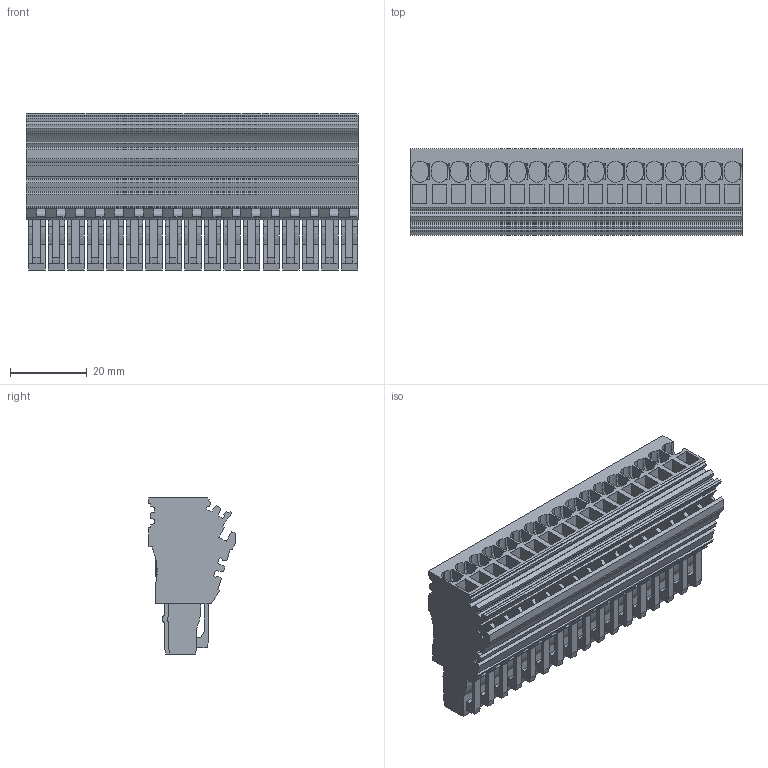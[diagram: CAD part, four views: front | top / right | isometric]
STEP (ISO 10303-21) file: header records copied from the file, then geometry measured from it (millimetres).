
FILE_DESCRIPTION(('CATIA V5R24 STEP','CAx-IF Rec.Pracs.--- Model Styling and Organization---1.2---2011-12-15'),'2;1');
FILE_NAME ('385321_1', '2017-02-01T09:07:31+00:00', ('Weidmueller Interface'), ('Weidmueller'), 'CATIA Version 5-6 Release 2014 SP4 HF52', 'CATIA V5 STEP AP214', 'none');
FILE_SCHEMA(('AUTOMOTIVE_DESIGN { 1 0 10303 214 1 1 1 1 }'));
Products named in the file (1): v5-standard_part
Bounding box: 86.7 x 22.55 x 40.75 mm (x, y, z)
Volume: 38051.8 mm3; surface area: 31204.3 mm2
Topology: 1 solids, 1 shells, 1905 faces, 5533 edges, 3697 vertices
Faces by surface type: plane 1472, cylinder 433
Entity records: 57303 total; most frequent: CARTESIAN_POINT 11521, ORIENTED_EDGE 11066, DIRECTION 7003, EDGE_CURVE 5533, VECTOR 4518, LINE 4518, VERTEX_POINT 3697, EDGE_LOOP 2006
